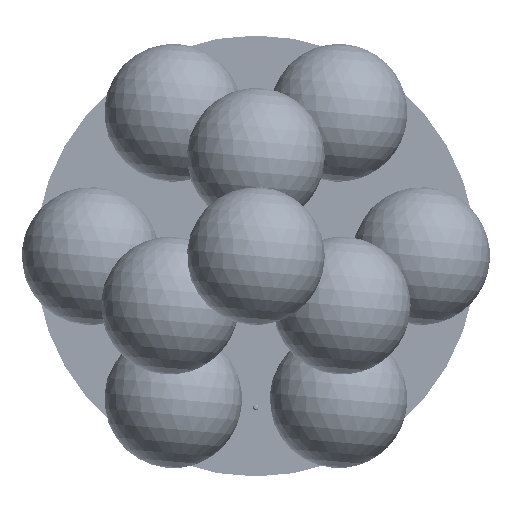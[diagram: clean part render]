
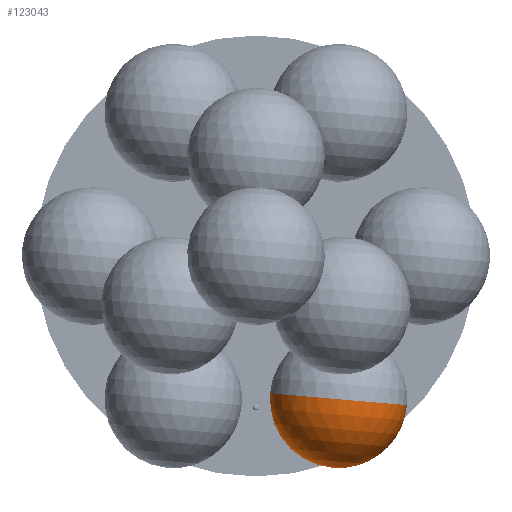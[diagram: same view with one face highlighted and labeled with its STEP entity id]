
A CAD part, front view. The second image highlights one B-rep face of the part: STEP entity #123043.
In plain terms, the highlighted spherical face has radius 125 mm.
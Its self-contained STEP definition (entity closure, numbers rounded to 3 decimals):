
#1230 = FACE_OUTER_BOUND ( 'NONE', #134002, .T. ) ;
#10331 = AXIS2_PLACEMENT_3D ( 'NONE', #105121, #142075, #128334 ) ;
#18157 = CARTESIAN_POINT ( 'NONE',  ( 209.149, -914.721, -264.94 ) ) ;
#18279 = EDGE_CURVE ( 'NONE', #68421, #147497, #74720, .T. ) ;
#24560 = DIRECTION ( 'NONE',  ( -0.086, 0., -0.996 ) ) ;
#31311 = DIRECTION ( 'NONE',  ( 0.086, 0., 0.996 ) ) ;
#53968 = AXIS2_PLACEMENT_3D ( 'NONE', #169642, #31311, #127531 ) ;
#54500 = CARTESIAN_POINT ( 'NONE',  ( 150., -1149.721, -259.808 ) ) ;
#62820 = EDGE_CURVE ( 'NONE', #169051, #147497, #155785, .T. ) ;
#68421 = VERTEX_POINT ( 'NONE', #54500 ) ;
#71060 = AXIS2_PLACEMENT_3D ( 'NONE', #167925, #84599, #71755 ) ;
#71755 = DIRECTION ( 'NONE',  ( 0.996, 0., -0.086 ) ) ;
#74720 = CIRCLE ( 'NONE', #10331, 125. ) ;
#82215 = EDGE_CURVE ( 'NONE', #68421, #169051, #138692, .T. ) ;
#84599 = DIRECTION ( 'NONE',  ( -0.086, 0., -0.996 ) ) ;
#105121 = CARTESIAN_POINT ( 'NONE',  ( 150., -1024.721, -259.808 ) ) ;
#112059 = SPHERICAL_SURFACE ( 'NONE', #71060, 125. ) ;
#121277 = ORIENTED_EDGE ( 'NONE', *, *, #18279, .T. ) ;
#123043 = ADVANCED_FACE ( 'NONE', ( #1230 ), #112059, .T. ) ;
#127531 = DIRECTION ( 'NONE',  ( 0.996, 0., -0.086 ) ) ;
#128334 = DIRECTION ( 'NONE',  ( -0.996, 0., 0.086 ) ) ;
#134002 = EDGE_LOOP ( 'NONE', ( #171320, #121277, #151827 ) ) ;
#135389 = CARTESIAN_POINT ( 'NONE',  ( 150., -914.721, -259.808 ) ) ;
#138692 = CIRCLE ( 'NONE', #53968, 125. ) ;
#141165 = AXIS2_PLACEMENT_3D ( 'NONE', #135389, #162859, #24560 ) ;
#142075 = DIRECTION ( 'NONE',  ( -0.086, 0., -0.996 ) ) ;
#147497 = VERTEX_POINT ( 'NONE', #174507 ) ;
#151827 = ORIENTED_EDGE ( 'NONE', *, *, #62820, .F. ) ;
#155785 = CIRCLE ( 'NONE', #141165, 59.372 ) ;
#162859 = DIRECTION ( 'NONE',  ( 0., 1., 0. ) ) ;
#167925 = CARTESIAN_POINT ( 'NONE',  ( 150., -1024.721, -259.808 ) ) ;
#169051 = VERTEX_POINT ( 'NONE', #18157 ) ;
#169642 = CARTESIAN_POINT ( 'NONE',  ( 150., -1024.721, -259.808 ) ) ;
#171320 = ORIENTED_EDGE ( 'NONE', *, *, #82215, .F. ) ;
#174507 = CARTESIAN_POINT ( 'NONE',  ( 90.851, -914.721, -254.676 ) ) ;
